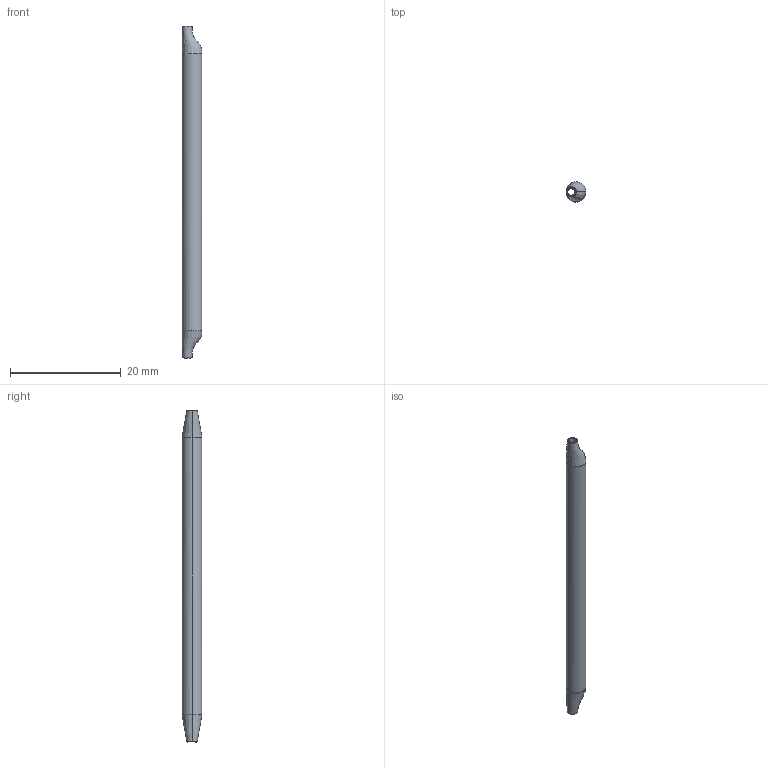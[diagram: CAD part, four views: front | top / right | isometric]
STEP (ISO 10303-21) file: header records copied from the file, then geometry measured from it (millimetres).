
FILE_DESCRIPTION (( 'STEP AP214' ), '1' );
FILE_NAME ('FOT-FPS60_3D.step', '2024-07-25T20:28:28', ( '' ), ( '' ), 'SwSTEP 2.0', 'SolidWorks 2022', '' );
FILE_SCHEMA (( 'AUTOMOTIVE_DESIGN' ));
Length unit declared in the file: millimetre
Products named in the file (1): FOT-FPS60_3D
Bounding box: 3.6 x 3.6 x 60 mm (x, y, z)
Volume: 103.8 mm3; surface area: 1994.2 mm2
Topology: 3 solids, 3 shells, 24 faces, 46 edges, 28 vertices
Faces by surface type: cylinder 10, bspline 8, plane 6
Entity records: 5253 total; most frequent: CARTESIAN_POINT 4748, ORIENTED_EDGE 92, DIRECTION 80, EDGE_CURVE 46, AXIS2_PLACEMENT_3D 35, VERTEX_POINT 28, EDGE_LOOP 28, FACE_OUTER_BOUND 24
